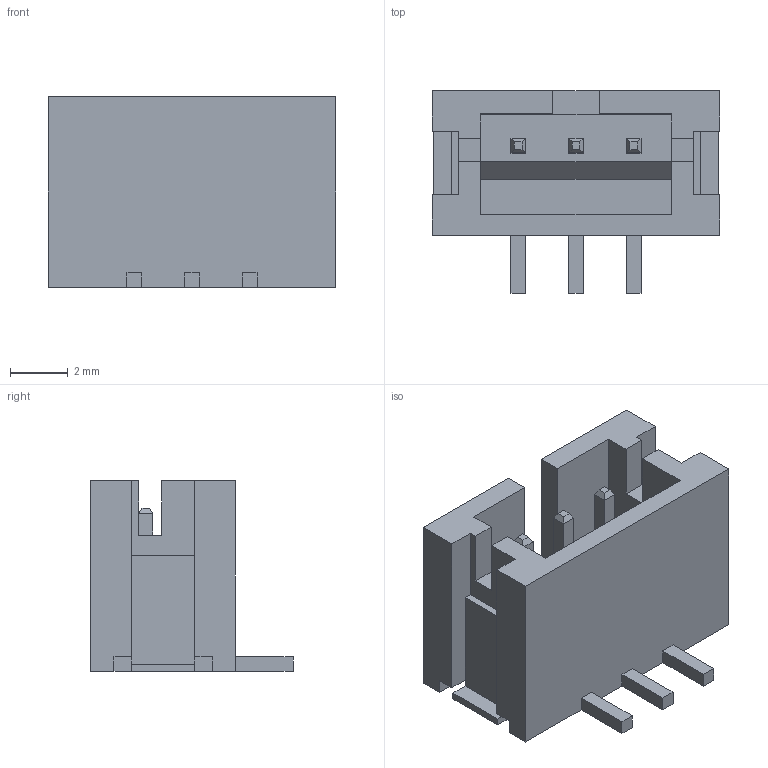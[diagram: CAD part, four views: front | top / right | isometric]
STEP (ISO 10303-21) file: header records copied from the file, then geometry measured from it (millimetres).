
FILE_DESCRIPTION((' '),'2;1');
FILE_NAME( 'B3B-PH-SM4-TB.stp', '2022-09-02T12:22:07', (' '), ('--- Datakit www.datakit.com---'), ' Datakit CrossCadWare V2022.3 Jun 15 2022', 'DATAKIT 2022 (c)', ' ');
FILE_SCHEMA(('AP242_MANAGED_MODEL_BASED_3D_ENGINEERING_MIM_LF { 1 0 10303 442 1 1 4 }'));
Length unit declared in the file: millimetre
Products named in the file (1): B3B-PH-SM4-TB
Bounding box: 9.95 x 7 x 6.6 mm (x, y, z)
Volume: 195.5 mm3; surface area: 441.6 mm2
Topology: 1 solids, 1 shells, 97 faces, 258 edges, 166 vertices
Faces by surface type: plane 97
Entity records: 3067 total; most frequent: CARTESIAN_POINT 522, ORIENTED_EDGE 516, DIRECTION 454, VECTOR 258, LINE 258, EDGE_CURVE 258, VERTEX_POINT 166, EDGE_LOOP 100
